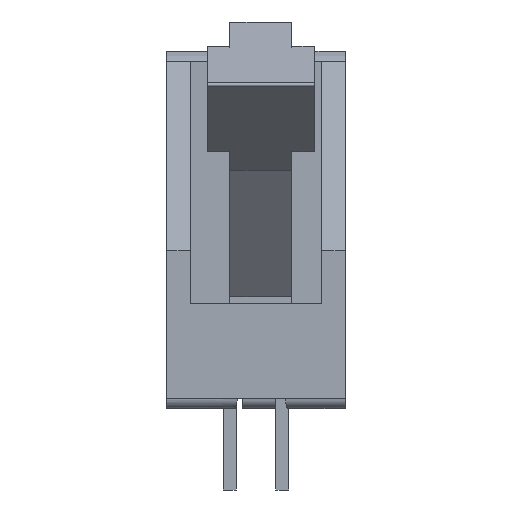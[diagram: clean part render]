
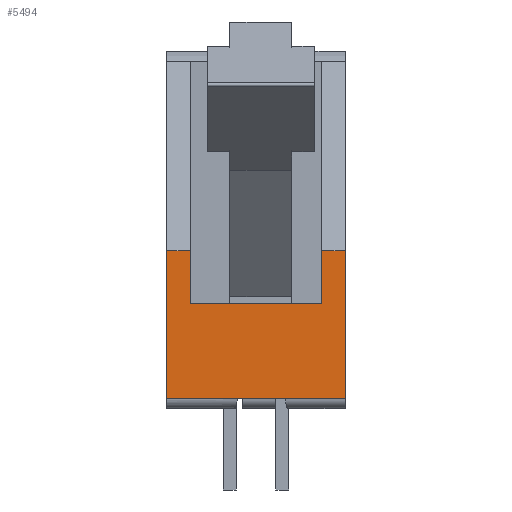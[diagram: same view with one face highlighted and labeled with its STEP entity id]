
A CAD part, left-side view. The second image highlights one B-rep face of the part: STEP entity #5494.
In plain terms, the highlighted planar face has unit normal (-1, 0, 0).
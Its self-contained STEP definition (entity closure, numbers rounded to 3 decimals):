
#230=FACE_OUTER_BOUND($,#571,.T.);
#571=EDGE_LOOP($,(#3799,#3800,#3801,#3802,#3803,#3804,#3805,#3806));
#908=LINE($,#7783,#1599);
#958=LINE($,#8228,#1649);
#1026=LINE($,#8384,#1717);
#1027=LINE($,#8387,#1718);
#1028=LINE($,#8389,#1719);
#1029=LINE($,#8391,#1720);
#1030=LINE($,#8392,#1721);
#1031=LINE($,#8393,#1722);
#1599=VECTOR($,#6285,7.112);
#1649=VECTOR($,#6367,7.112);
#1717=VECTOR($,#6497,1.143);
#1718=VECTOR($,#6500,2.54);
#1719=VECTOR($,#6501,6.35);
#1720=VECTOR($,#6502,2.54);
#1721=VECTOR($,#6503,1.143);
#1722=VECTOR($,#6504,8.636);
#2290=VERTEX_POINT($,#7780);
#2291=VERTEX_POINT($,#7782);
#2355=VERTEX_POINT($,#8225);
#2356=VERTEX_POINT($,#8227);
#2413=VERTEX_POINT($,#8382);
#2414=VERTEX_POINT($,#8386);
#2415=VERTEX_POINT($,#8388);
#2416=VERTEX_POINT($,#8390);
#2818=EDGE_CURVE($,#2290,#2291,#908,.T.);
#2885=EDGE_CURVE($,#2356,#2355,#958,.T.);
#2965=EDGE_CURVE($,#2290,#2413,#1026,.T.);
#2966=EDGE_CURVE($,#2413,#2414,#1027,.T.);
#2967=EDGE_CURVE($,#2414,#2415,#1028,.T.);
#2968=EDGE_CURVE($,#2415,#2416,#1029,.T.);
#2969=EDGE_CURVE($,#2416,#2356,#1030,.T.);
#2970=EDGE_CURVE($,#2291,#2355,#1031,.T.);
#3799=ORIENTED_EDGE($,*,*,#2965,.T.);
#3800=ORIENTED_EDGE($,*,*,#2966,.T.);
#3801=ORIENTED_EDGE($,*,*,#2967,.T.);
#3802=ORIENTED_EDGE($,*,*,#2968,.T.);
#3803=ORIENTED_EDGE($,*,*,#2969,.T.);
#3804=ORIENTED_EDGE($,*,*,#2885,.T.);
#3805=ORIENTED_EDGE($,*,*,#2970,.F.);
#3806=ORIENTED_EDGE($,*,*,#2818,.F.);
#5191=PLANE($,#5915);
#5494=ADVANCED_FACE($,(#230),#5191,.T.);
#5915=AXIS2_PLACEMENT_3D($,#8385,#6498,#6499);
#6285=DIRECTION($,(0.,0.,-1.));
#6367=DIRECTION($,(0.,0.,-1.));
#6497=DIRECTION($,(0.,1.,0.));
#6498=DIRECTION('center_axis',(-1.,0.,0.));
#6499=DIRECTION('ref_axis',(0.,0.,1.));
#6500=DIRECTION($,(0.,0.,-1.));
#6501=DIRECTION($,(0.,1.,0.));
#6502=DIRECTION($,(0.,0.,1.));
#6503=DIRECTION($,(0.,1.,0.));
#6504=DIRECTION($,(0.,1.,0.));
#7780=CARTESIAN_POINT('',(-18.542,-4.318,7.62));
#7782=CARTESIAN_POINT('',(-18.542,-4.318,0.508));
#7783=CARTESIAN_POINT($,(-18.542,-4.318,7.62));
#8225=CARTESIAN_POINT('',(-18.542,4.318,0.508));
#8227=CARTESIAN_POINT('',(-18.542,4.318,7.62));
#8228=CARTESIAN_POINT($,(-18.542,4.318,7.62));
#8382=CARTESIAN_POINT('',(-18.542,-3.175,7.62));
#8384=CARTESIAN_POINT($,(-18.542,-4.318,7.62));
#8385=CARTESIAN_POINT('Origin',(-18.542,4.491,7.762));
#8386=CARTESIAN_POINT('',(-18.542,-3.175,5.08));
#8387=CARTESIAN_POINT($,(-18.542,-3.175,7.62));
#8388=CARTESIAN_POINT('',(-18.542,3.175,5.08));
#8389=CARTESIAN_POINT($,(-18.542,-3.175,5.08));
#8390=CARTESIAN_POINT('',(-18.542,3.175,7.62));
#8391=CARTESIAN_POINT($,(-18.542,3.175,5.08));
#8392=CARTESIAN_POINT($,(-18.542,3.175,7.62));
#8393=CARTESIAN_POINT($,(-18.542,-4.318,0.508));
